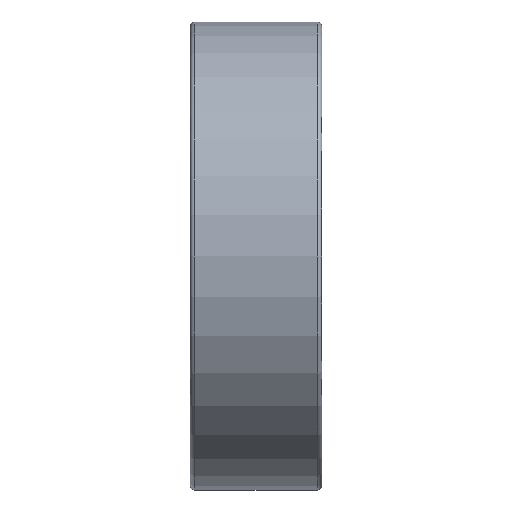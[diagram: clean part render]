
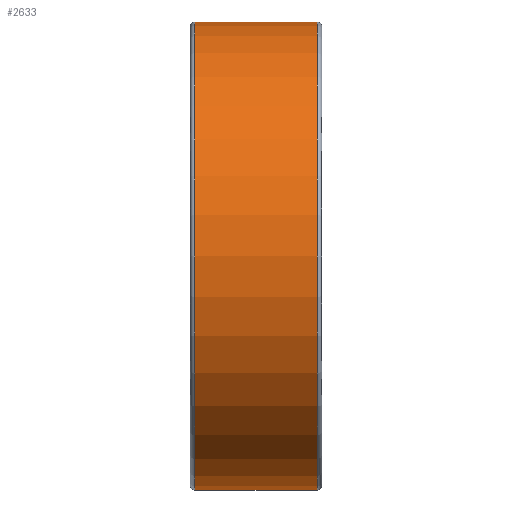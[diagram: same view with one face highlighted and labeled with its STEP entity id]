
A CAD part, front view. The second image highlights one B-rep face of the part: STEP entity #2633.
In plain terms, the highlighted cylindrical face has radius 16 mm (diameter 32 mm), a partial arc.
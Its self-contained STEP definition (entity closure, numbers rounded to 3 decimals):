
#39 = DIRECTION ( 'NONE',  ( 0., 0., -1. ) ) ;
#330 = EDGE_LOOP ( 'NONE', ( #3648, #4343, #2037, #382 ) ) ;
#372 = VERTEX_POINT ( 'NONE', #2316 ) ;
#382 = ORIENTED_EDGE ( 'NONE', *, *, #1454, .F. ) ;
#394 = VERTEX_POINT ( 'NONE', #4190 ) ;
#395 = VERTEX_POINT ( 'NONE', #1293 ) ;
#487 = VERTEX_POINT ( 'NONE', #3210 ) ;
#611 = VECTOR ( 'NONE', #1333, 1000. ) ;
#943 = AXIS2_PLACEMENT_3D ( 'NONE', #972, #3952, #3970 ) ;
#972 = CARTESIAN_POINT ( 'NONE',  ( -20.637, 0., 0. ) ) ;
#976 = CARTESIAN_POINT ( 'NONE',  ( -20.637, 0., -16. ) ) ;
#1107 = AXIS2_PLACEMENT_3D ( 'NONE', #1890, #4188, #2229 ) ;
#1293 = CARTESIAN_POINT ( 'NONE',  ( 4.2, 0., 16. ) ) ;
#1333 = DIRECTION ( 'NONE',  ( 1., 0., 0. ) ) ;
#1379 = CYLINDRICAL_SURFACE ( 'NONE', #943, 16. ) ;
#1454 = EDGE_CURVE ( 'NONE', #395, #487, #1710, .T. ) ;
#1619 = EDGE_CURVE ( 'NONE', #394, #395, #4239, .T. ) ;
#1710 = CIRCLE ( 'NONE', #3300, 16. ) ;
#1760 = CIRCLE ( 'NONE', #1107, 16. ) ;
#1890 = CARTESIAN_POINT ( 'NONE',  ( -4.2, 0., 0. ) ) ;
#2037 = ORIENTED_EDGE ( 'NONE', *, *, #2223, .T. ) ;
#2066 = EDGE_CURVE ( 'NONE', #394, #372, #1760, .T. ) ;
#2131 = DIRECTION ( 'NONE',  ( 1., 0., 0. ) ) ;
#2223 = EDGE_CURVE ( 'NONE', #372, #487, #2448, .T. ) ;
#2229 = DIRECTION ( 'NONE',  ( 0., 0., -1. ) ) ;
#2251 = CARTESIAN_POINT ( 'NONE',  ( -20.637, 0., 16. ) ) ;
#2301 = VECTOR ( 'NONE', #2876, 1000. ) ;
#2316 = CARTESIAN_POINT ( 'NONE',  ( -4.2, 0., -16. ) ) ;
#2448 = LINE ( 'NONE', #976, #611 ) ;
#2633 = ADVANCED_FACE ( 'NONE', ( #3143 ), #1379, .T. ) ;
#2876 = DIRECTION ( 'NONE',  ( 1., 0., 0. ) ) ;
#3143 = FACE_OUTER_BOUND ( 'NONE', #330, .T. ) ;
#3210 = CARTESIAN_POINT ( 'NONE',  ( 4.2, 0., -16. ) ) ;
#3300 = AXIS2_PLACEMENT_3D ( 'NONE', #4080, #2131, #39 ) ;
#3648 = ORIENTED_EDGE ( 'NONE', *, *, #1619, .F. ) ;
#3952 = DIRECTION ( 'NONE',  ( 1., 0., 0. ) ) ;
#3970 = DIRECTION ( 'NONE',  ( 0., 0., -1. ) ) ;
#4080 = CARTESIAN_POINT ( 'NONE',  ( 4.2, 0., 0. ) ) ;
#4188 = DIRECTION ( 'NONE',  ( 1., 0., 0. ) ) ;
#4190 = CARTESIAN_POINT ( 'NONE',  ( -4.2, 0., 16. ) ) ;
#4239 = LINE ( 'NONE', #2251, #2301 ) ;
#4343 = ORIENTED_EDGE ( 'NONE', *, *, #2066, .T. ) ;
